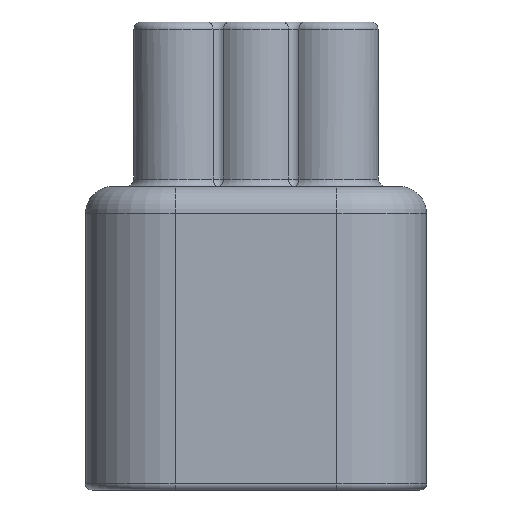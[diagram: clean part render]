
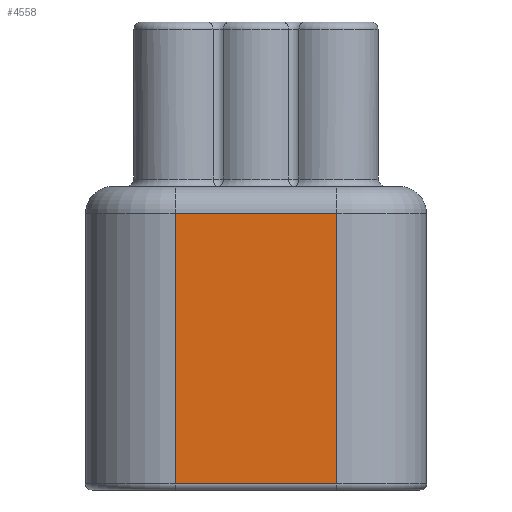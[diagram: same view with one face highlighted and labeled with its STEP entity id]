
A CAD part, front view. The second image highlights one B-rep face of the part: STEP entity #4558.
In plain terms, the highlighted planar face has unit normal (0, -1, 0).
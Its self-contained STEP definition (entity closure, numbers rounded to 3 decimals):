
#382=FACE_OUTER_BOUND('',#664,.T.);
#664=EDGE_LOOP('',(#3694,#3695,#3696,#3697));
#1038=LINE('',#8342,#1405);
#1047=LINE('',#8420,#1414);
#1048=LINE('',#8423,#1415);
#1049=LINE('',#8424,#1416);
#1405=VECTOR('',#6052,10.7);
#1414=VECTOR('',#6163,17.9);
#1415=VECTOR('',#6166,10.7);
#1416=VECTOR('',#6167,17.9);
#2146=VERTEX_POINT('',#8339);
#2147=VERTEX_POINT('',#8341);
#2165=VERTEX_POINT('',#8418);
#2166=VERTEX_POINT('',#8422);
#2682=EDGE_CURVE('',#2147,#2146,#1038,.T.);
#2722=EDGE_CURVE('',#2146,#2165,#1047,.T.);
#2723=EDGE_CURVE('',#2165,#2166,#1048,.T.);
#2724=EDGE_CURVE('',#2166,#2147,#1049,.T.);
#3694=ORIENTED_EDGE('',*,*,#2682,.T.);
#3695=ORIENTED_EDGE('',*,*,#2722,.T.);
#3696=ORIENTED_EDGE('',*,*,#2723,.T.);
#3697=ORIENTED_EDGE('',*,*,#2724,.T.);
#4368=PLANE('',#5047);
#4558=ADVANCED_FACE('',(#382),#4368,.T.);
#5047=AXIS2_PLACEMENT_3D('',#8421,#6164,#6165);
#6052=DIRECTION('',(1.,0.,0.));
#6163=DIRECTION('',(0.,0.,1.));
#6164=DIRECTION('center_axis',(0.,-1.,0.));
#6165=DIRECTION('ref_axis',(-1.,0.,0.));
#6166=DIRECTION('',(-1.,0.,0.));
#6167=DIRECTION('',(0.,0.,-1.));
#8339=CARTESIAN_POINT('',(5.35,-7.95,-3.2));
#8341=CARTESIAN_POINT('',(-5.35,-7.95,-3.2));
#8342=CARTESIAN_POINT('',(-5.35,-7.95,-3.2));
#8418=CARTESIAN_POINT('',(5.35,-7.95,14.7));
#8420=CARTESIAN_POINT('',(5.35,-7.95,-3.2));
#8421=CARTESIAN_POINT('Origin',(5.35,-7.95,-3.6));
#8422=CARTESIAN_POINT('',(-5.35,-7.95,14.7));
#8423=CARTESIAN_POINT('',(5.35,-7.95,14.7));
#8424=CARTESIAN_POINT('',(-5.35,-7.95,14.7));
